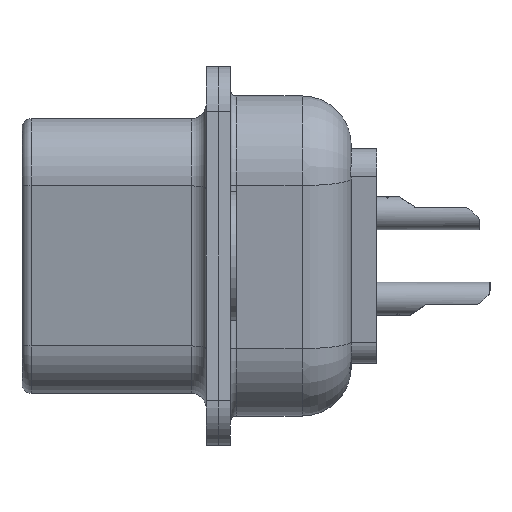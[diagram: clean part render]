
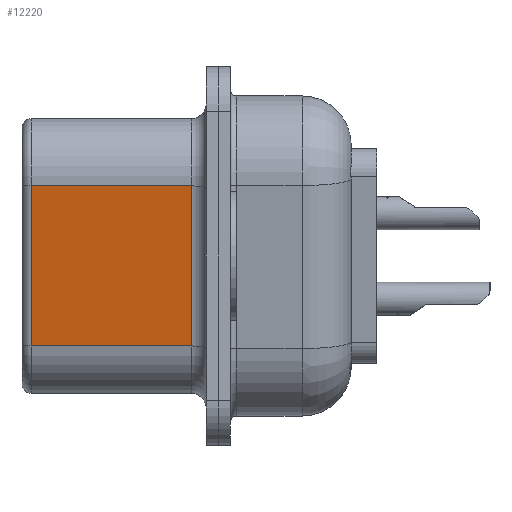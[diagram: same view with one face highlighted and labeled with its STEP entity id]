
A CAD part, left-side view. The second image highlights one B-rep face of the part: STEP entity #12220.
In plain terms, the highlighted planar face has unit normal (-0.985, 0, -0.174).
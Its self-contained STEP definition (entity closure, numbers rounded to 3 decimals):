
#475=PLANE('',#13353);
#1664=LINE('',#20063,#2713);
#1712=LINE('',#20168,#2761);
#1713=LINE('',#20174,#2762);
#1714=LINE('',#20175,#2763);
#2713=VECTOR('',#16215,1000.);
#2761=VECTOR('',#16283,1000.);
#2762=VECTOR('',#16290,1000.);
#2763=VECTOR('',#16291,1000.);
#5338=ORIENTED_EDGE('',*,*,#7461,.F.);
#5339=ORIENTED_EDGE('',*,*,#7517,.T.);
#5340=ORIENTED_EDGE('',*,*,#7514,.T.);
#5341=ORIENTED_EDGE('',*,*,#7518,.T.);
#7461=EDGE_CURVE('',#8739,#8740,#1664,.T.);
#7514=EDGE_CURVE('',#8787,#8788,#1712,.F.);
#7517=EDGE_CURVE('',#8739,#8787,#1713,.F.);
#7518=EDGE_CURVE('',#8788,#8740,#1714,.F.);
#8739=VERTEX_POINT('',#20062);
#8740=VERTEX_POINT('',#20064);
#8787=VERTEX_POINT('',#20169);
#8788=VERTEX_POINT('',#20170);
#9798=EDGE_LOOP('',(#5338,#5339,#5340,#5341));
#10665=FACE_BOUND('',#9798,.T.);
#12220=ADVANCED_FACE('',(#10665),#475,.F.);
#13353=AXIS2_PLACEMENT_3D('',#20173,#16288,#16289);
#16215=DIRECTION('',(0.,-1.,0.));
#16283=DIRECTION('',(0.,1.,0.));
#16288=DIRECTION('',(0.985,0.,0.174));
#16289=DIRECTION('',(0.174,0.,-0.985));
#16290=DIRECTION('',(-0.174,0.,0.985));
#16291=DIRECTION('',(0.174,0.,-0.985));
#20062=CARTESIAN_POINT('',(-19.791,5.8,2.32));
#20063=CARTESIAN_POINT('',(-19.791,6.1,2.32));
#20064=CARTESIAN_POINT('',(-19.791,0.5,2.32));
#20168=CARTESIAN_POINT('',(-18.857,6.1,-2.98));
#20169=CARTESIAN_POINT('',(-18.857,5.8,-2.98));
#20170=CARTESIAN_POINT('',(-18.857,0.5,-2.98));
#20173=CARTESIAN_POINT('',(-18.857,6.1,-2.98));
#20174=CARTESIAN_POINT('',(-18.857,5.8,-2.98));
#20175=CARTESIAN_POINT('',(-18.857,0.5,-2.98));
